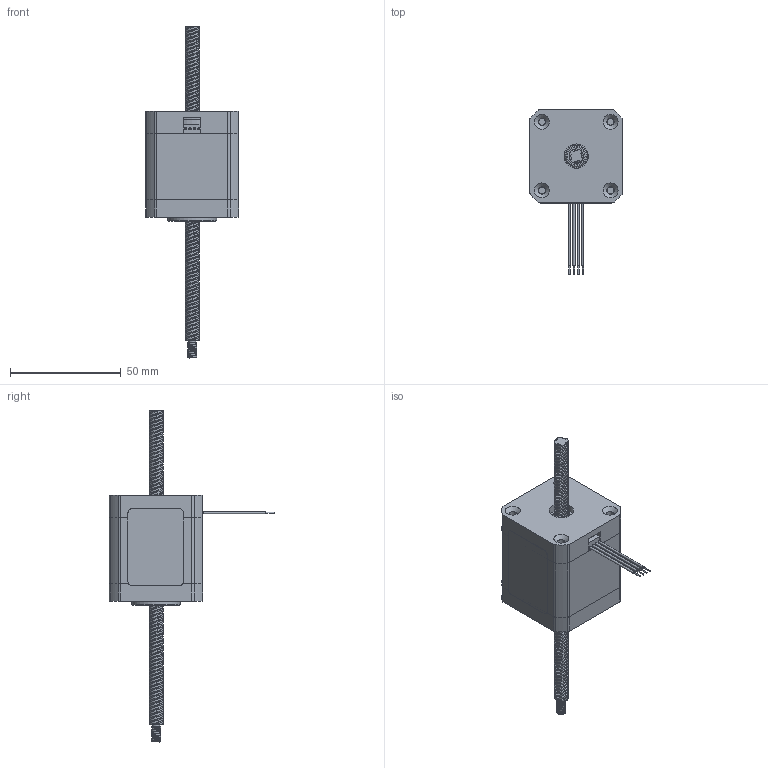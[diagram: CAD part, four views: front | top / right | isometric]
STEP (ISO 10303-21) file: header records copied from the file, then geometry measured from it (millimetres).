
FILE_DESCRIPTION(/* description */ (''),/* implementation_level */ '2;1');
FILE_NAME(/* name */ '17N22-150.stp',/* time_stamp */ '2020-08-27T09:20:15+08:00',/* author */ ('gj5217'),/* organization */ (''),/* preprocessor_version */ 'ST-DEVELOPER v16.1',/* originating_system */ 'Autodesk Inventor 2016',/* authorisation */ '');
FILE_SCHEMA (('AUTOMOTIVE_DESIGN { 1 0 10303 214 3 1 1 }'));
Length unit declared in the file: millimetre
Products named in the file (9): 01-008; 02-023; 04-015; 07-010; 后盖1; 螺杆4; 42双厚铭牌; 06-008; 17N22-150
Assembly tree (9 placements, depth 2):
  17N22-150
    01-008
    02-023
    04-015
    07-010  x2
    后盖1
    螺杆4
    42双厚铭牌
    06-008
Bounding box: 42.4 x 74.6 x 150 mm (x, y, z)
Volume: 51910.2 mm3; surface area: 43741.5 mm2
Topology: 13 solids, 13 shells, 372 faces, 892 edges, 577 vertices
Faces by surface type: plane 211, cylinder 127, cone 24, bspline 10
Full cylindrical faces by diameter (mm): 0.6 x4, 1 x4, 2 x6, 3 x8, 3.15 x1, 3.3 x4, 4.2 x1, 8 x1, 10 x4, 10.5 x1, 11 x1, 11.5 x1, 12 x1, 16 x1, 18 x1, 19 x5, 22 x1, 25.91 x2, 26.3 x2, 27 x2, 32 x1
Entity records: 30602 total; most frequent: CARTESIAN_POINT 21855, DIRECTION 1796, ORIENTED_EDGE 1614, EDGE_CURVE 807, AXIS2_PLACEMENT_3D 652, VERTEX_POINT 568, EDGE_LOOP 505, LINE 492
